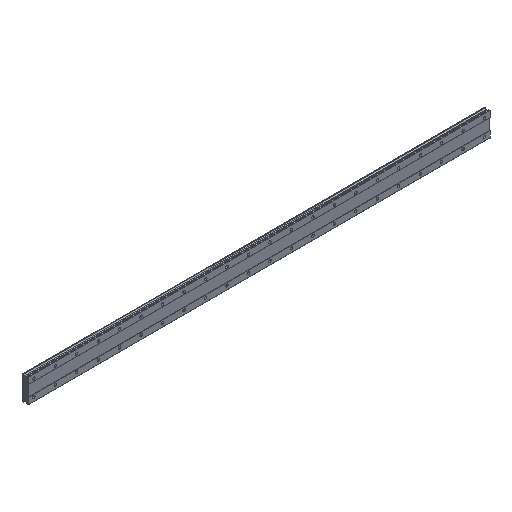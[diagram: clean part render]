
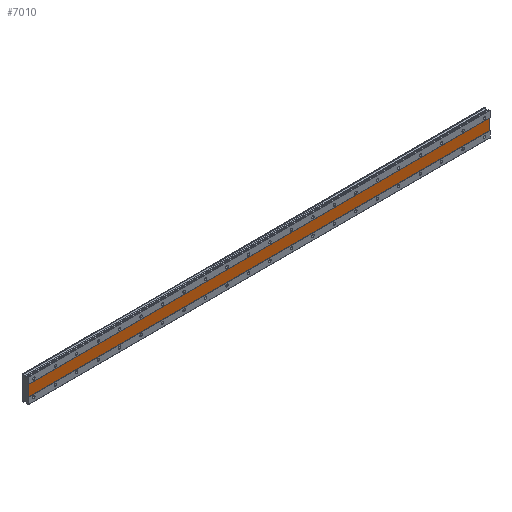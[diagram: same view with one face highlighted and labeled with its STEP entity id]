
A CAD part, isometric view. The second image highlights one B-rep face of the part: STEP entity #7010.
In plain terms, the highlighted planar face has unit normal (0, -1, 0).
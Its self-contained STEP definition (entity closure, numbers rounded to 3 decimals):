
#63 = VECTOR ( 'NONE', #6893, 1000. ) ;
#179 = EDGE_LOOP ( 'NONE', ( #5788, #3646, #7844, #2329 ) ) ;
#310 = DIRECTION ( 'NONE',  ( -1., 0., 0. ) ) ;
#841 = EDGE_CURVE ( 'NONE', #5047, #6666, #2807, .T. ) ;
#1028 = FACE_OUTER_BOUND ( 'NONE', #179, .T. ) ;
#1441 = CARTESIAN_POINT ( 'NONE',  ( -20., 1., 20. ) ) ;
#1779 = VERTEX_POINT ( 'NONE', #4502 ) ;
#2005 = LINE ( 'NONE', #1441, #63 ) ;
#2277 = CARTESIAN_POINT ( 'NONE',  ( 1700., 1., 20. ) ) ;
#2329 = ORIENTED_EDGE ( 'NONE', *, *, #3027, .F. ) ;
#2643 = VECTOR ( 'NONE', #6635, 1000. ) ;
#2761 = CARTESIAN_POINT ( 'NONE',  ( 1700., 1., -20. ) ) ;
#2807 = LINE ( 'NONE', #2761, #6729 ) ;
#2832 = CARTESIAN_POINT ( 'NONE',  ( 1700., 1., 20. ) ) ;
#2873 = DIRECTION ( 'NONE',  ( 0., 1., 0. ) ) ;
#3027 = EDGE_CURVE ( 'NONE', #6666, #1779, #2005, .T. ) ;
#3041 = CARTESIAN_POINT ( 'NONE',  ( -20., 1., -20. ) ) ;
#3126 = EDGE_CURVE ( 'NONE', #1779, #5689, #6528, .T. ) ;
#3550 = PLANE ( 'NONE',  #7593 ) ;
#3646 = ORIENTED_EDGE ( 'NONE', *, *, #4205, .F. ) ;
#4205 = EDGE_CURVE ( 'NONE', #5689, #5047, #4713, .T. ) ;
#4271 = VECTOR ( 'NONE', #7022, 1000. ) ;
#4502 = CARTESIAN_POINT ( 'NONE',  ( -20., 1., 20. ) ) ;
#4713 = LINE ( 'NONE', #6519, #2643 ) ;
#5047 = VERTEX_POINT ( 'NONE', #5239 ) ;
#5239 = CARTESIAN_POINT ( 'NONE',  ( 1700., 1., -20. ) ) ;
#5303 = DIRECTION ( 'NONE',  ( 0., 0., 1. ) ) ;
#5689 = VERTEX_POINT ( 'NONE', #2277 ) ;
#5788 = ORIENTED_EDGE ( 'NONE', *, *, #841, .F. ) ;
#6519 = CARTESIAN_POINT ( 'NONE',  ( 1700., 1., 20. ) ) ;
#6528 = LINE ( 'NONE', #7704, #4271 ) ;
#6635 = DIRECTION ( 'NONE',  ( 0., 0., -1. ) ) ;
#6666 = VERTEX_POINT ( 'NONE', #3041 ) ;
#6729 = VECTOR ( 'NONE', #310, 1000. ) ;
#6893 = DIRECTION ( 'NONE',  ( 0., 0., 1. ) ) ;
#7010 = ADVANCED_FACE ( 'NONE', ( #1028 ), #3550, .F. ) ;
#7022 = DIRECTION ( 'NONE',  ( 1., 0., 0. ) ) ;
#7593 = AXIS2_PLACEMENT_3D ( 'NONE', #2832, #2873, #5303 ) ;
#7704 = CARTESIAN_POINT ( 'NONE',  ( 1700., 1., 20. ) ) ;
#7844 = ORIENTED_EDGE ( 'NONE', *, *, #3126, .F. ) ;
